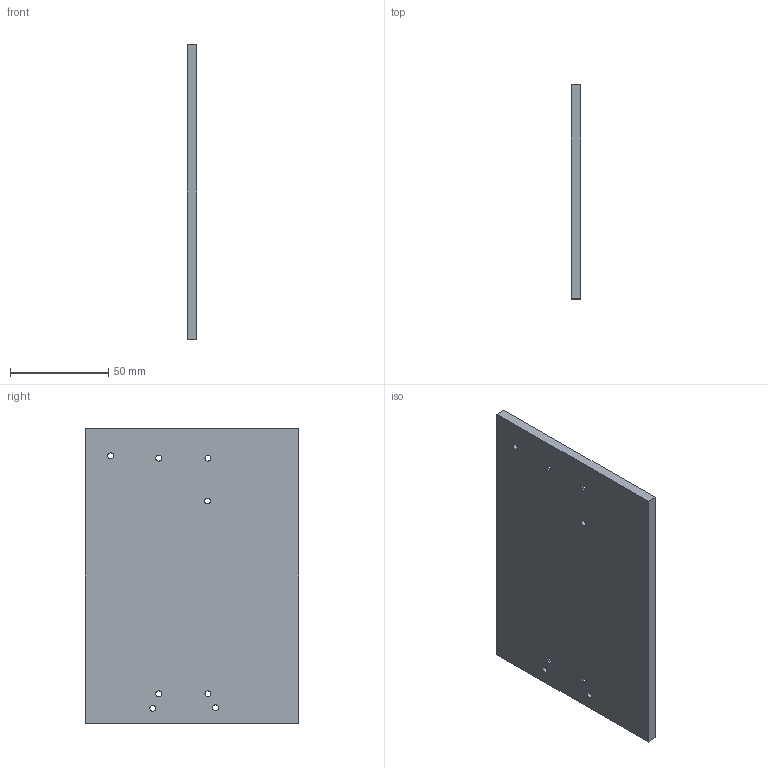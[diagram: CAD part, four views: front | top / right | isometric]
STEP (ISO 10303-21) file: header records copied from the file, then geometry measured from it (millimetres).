
FILE_DESCRIPTION(/* description */ (''),/* implementation_level */ '2;1');
FILE_NAME(/* name */ 'KinCony_base_A4 v2.step',/* time_stamp */ '2021-08-02T20:56:55+01:00',/* author */ (''),/* organization */ (''),/* preprocessor_version */ 'ST-DEVELOPER v18.1',/* originating_system */ 'Autodesk Translation Framework v10.9.0.1377',/* authorisation */ '');
FILE_SCHEMA (('AUTOMOTIVE_DESIGN { 1 0 10303 214 3 1 1 }'));
Length unit declared in the file: millimetre
Products named in the file (2): KinCony_base_A4; Component1
Assembly tree (1 placements, depth 2):
  KinCony_base_A4
    Component1
Bounding box: 5 x 108.82 x 149.87 mm (x, y, z)
Volume: 27701.2 mm3; surface area: 37640.8 mm2
Topology: 1 solids, 1 shells, 27 faces, 66 edges, 44 vertices
Faces by surface type: plane 15, cylinder 12
Full cylindrical faces by diameter (mm): 3 x8, 12 x2
Entity records: 889 total; most frequent: DIRECTION 150, CARTESIAN_POINT 140, ORIENTED_EDGE 132, EDGE_CURVE 66, AXIS2_PLACEMENT_3D 54, EDGE_LOOP 46, VERTEX_POINT 44, LINE 42
